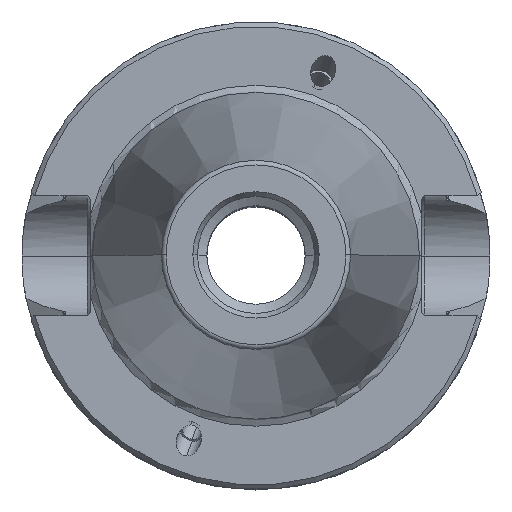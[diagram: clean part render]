
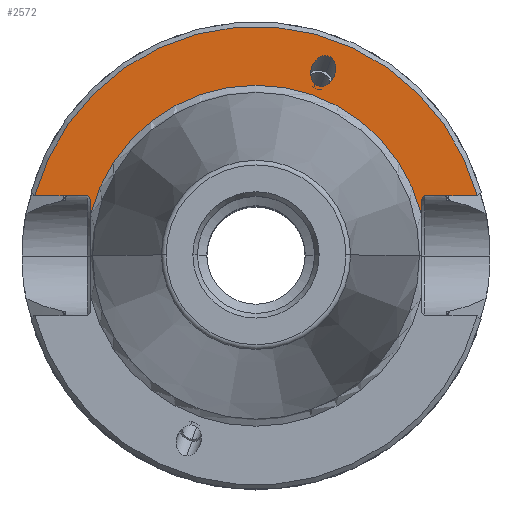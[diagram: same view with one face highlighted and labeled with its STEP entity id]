
A CAD part, top view. The second image highlights one B-rep face of the part: STEP entity #2572.
In plain terms, the highlighted planar face has unit normal (0, 0, 1).
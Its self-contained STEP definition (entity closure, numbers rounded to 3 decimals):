
#978=VERTEX_POINT('NONE',#2768);
#1004=VERTEX_POINT('NONE',#2795);
#1054=VERTEX_POINT('NONE',#2851);
#1184=EDGE_CURVE('NONE',#1004,#2582,#3004,.T.);
#1308=EDGE_CURVE('NONE',#2582,#1540,#3145,.T.);
#1338=EDGE_CURVE('NONE',#2378,#1004,#3178,.T.);
#1376=EDGE_CURVE('NONE',#978,#1658,#3222,.T.);
#1540=VERTEX_POINT('NONE',#3406);
#1576=VERTEX_POINT('NONE',#3446);
#1614=EDGE_CURVE('NONE',#978,#1054,#3487,.T.);
#1652=EDGE_CURVE('NONE',#2046,#1678,#3528,.T.);
#1658=VERTEX_POINT('NONE',#3535);
#1678=VERTEX_POINT('NONE',#3559);
#1752=EDGE_CURVE('NONE',#1658,#1576,#3643,.T.);
#2046=VERTEX_POINT('NONE',#3959);
#2378=VERTEX_POINT('NONE',#4327);
#2456=EDGE_CURVE('NONE',#1678,#2046,#4415,.T.);
#2464=EDGE_CURVE('NONE',#1540,#1054,#4424,.T.);
#2564=EDGE_CURVE('NONE',#1576,#2378,#4536,.T.);
#2572=ADVANCED_FACE('NONE',(#4544,#4545),#4546,.T.);
#2582=VERTEX_POINT('NONE',#4558);
#2768=CARTESIAN_POINT('',(-36.05,12.85,-3.0));
#2795=CARTESIAN_POINT('',(35.3,12.1,-3.0));
#2851=CARTESIAN_POINT('',(-47.285,12.85,-3.0));
#3004=LINE('',#5125,#5126);
#3145=LINE('',#5363,#5364);
#3178=LINE('',#5402,#5403);
#3222=LINE('',#5463,#5464);
#3406=CARTESIAN_POINT('',(47.285,12.85,-3.0));
#3446=CARTESIAN_POINT('',(-35.3,8.983,-3.0));
#3487=LINE('',#5985,#5986);
#3528=(B_SPLINE_CURVE(3,(#6044,#6045,#6046,#6047),.UNSPECIFIED.,.F.,.F.)B_SPLINE_CURVE_WITH_KNOTS((4,4),(6.011,9.153),.UNSPECIFIED.)RATIONAL_B_SPLINE_CURVE((1.0,0.333,0.333,1.0))BOUNDED_CURVE()REPRESENTATION_ITEM('')GEOMETRIC_REPRESENTATION_ITEM()CURVE());
#3535=CARTESIAN_POINT('',(-35.3,12.1,-3.0));
#3559=CARTESIAN_POINT('',(12.59,36.634,-3.0));
#3643=LINE('',#6258,#6259);
#3959=CARTESIAN_POINT('',(16.139,42.3,-3.0));
#4327=CARTESIAN_POINT('',(35.3,8.983,-3.0));
#4415=(B_SPLINE_CURVE(3,(#7480,#7481,#7482,#7483),.UNSPECIFIED.,.F.,.F.)B_SPLINE_CURVE_WITH_KNOTS((4,4),(2.87,6.011),.UNSPECIFIED.)RATIONAL_B_SPLINE_CURVE((1.0,0.333,0.333,1.0))BOUNDED_CURVE()REPRESENTATION_ITEM('')GEOMETRIC_REPRESENTATION_ITEM()CURVE());
#4424=CIRCLE('',#7501,49.0);
#4536=CIRCLE('',#7682,36.425);
#4544=FACE_OUTER_BOUND('',#7693,.T.);
#4545=FACE_BOUND('',#7694,.T.);
#4546=PLANE('',#7695);
#4558=CARTESIAN_POINT('',(36.05,12.85,-3.0));
#5125=CARTESIAN_POINT('',(36.05,12.85,-3.0));
#5126=VECTOR('',#8331,1000.0);
#5363=CARTESIAN_POINT('',(0.,12.85,-3.0));
#5364=VECTOR('',#8517,1000.0);
#5402=CARTESIAN_POINT('',(35.3,90.626,-3.0));
#5403=VECTOR('',#8549,1000.0);
#5463=CARTESIAN_POINT('',(-35.3,12.1,-3.0));
#5464=VECTOR('',#8601,1000.0);
#5985=CARTESIAN_POINT('',(0.,12.85,-3.0));
#5986=VECTOR('',#8895,1000.0);
#6044=CARTESIAN_POINT('',(16.139,42.3,-3.0));
#6045=CARTESIAN_POINT('',(12.056,45.727,-3.0));
#6046=CARTESIAN_POINT('',(8.507,40.06,-3.0));
#6047=CARTESIAN_POINT('',(12.59,36.634,-3.0));
#6258=CARTESIAN_POINT('',(-35.3,90.626,-3.0));
#6259=VECTOR('',#9068,1000.0);
#7480=CARTESIAN_POINT('',(12.59,36.634,-3.0));
#7481=CARTESIAN_POINT('',(16.674,33.207,-3.0));
#7482=CARTESIAN_POINT('',(20.223,38.874,-3.0));
#7483=CARTESIAN_POINT('',(16.139,42.3,-3.0));
#7501=AXIS2_PLACEMENT_3D('',#9926,#9927,#9928);
#7682=AXIS2_PLACEMENT_3D('',#10054,#10055,#10056);
#7693=EDGE_LOOP('',(#10062,#10063,#10064,#10065,#10066,#10067,#10068,#10069));
#7694=EDGE_LOOP('',(#10070,#10071));
#7695=AXIS2_PLACEMENT_3D('',#10072,#10073,#10074);
#8331=DIRECTION('',(0.707,0.707,0.0));
#8517=DIRECTION('',(1.0,0.,-0.0));
#8549=DIRECTION('',(0.,1.0,0.0));
#8601=DIRECTION('',(0.707,-0.707,-0.0));
#8895=DIRECTION('',(-1.0,0.,0.0));
#9068=DIRECTION('',(0.,-1.0,0.0));
#9926=CARTESIAN_POINT('',(0.0,0.0,-3.0));
#9927=DIRECTION('',(0.0,0.0,1.0));
#9928=DIRECTION('',(-1.0,0.,0.0));
#10054=CARTESIAN_POINT('',(0.0,0.0,-3.0));
#10055=DIRECTION('',(0.0,0.0,-1.0));
#10056=DIRECTION('',(-1.0,0.,0.0));
#10062=ORIENTED_EDGE('',*,*,#1308,.T.);
#10063=ORIENTED_EDGE('',*,*,#2464,.T.);
#10064=ORIENTED_EDGE('',*,*,#1614,.F.);
#10065=ORIENTED_EDGE('',*,*,#1376,.T.);
#10066=ORIENTED_EDGE('',*,*,#1752,.T.);
#10067=ORIENTED_EDGE('',*,*,#2564,.T.);
#10068=ORIENTED_EDGE('',*,*,#1338,.T.);
#10069=ORIENTED_EDGE('',*,*,#1184,.T.);
#10070=ORIENTED_EDGE('',*,*,#2456,.F.);
#10071=ORIENTED_EDGE('',*,*,#1652,.F.);
#10072=CARTESIAN_POINT('',(0.,90.626,-3.0));
#10073=DIRECTION('',(0.0,0.0,1.0));
#10074=DIRECTION('',(-1.0,0.,0.0));
